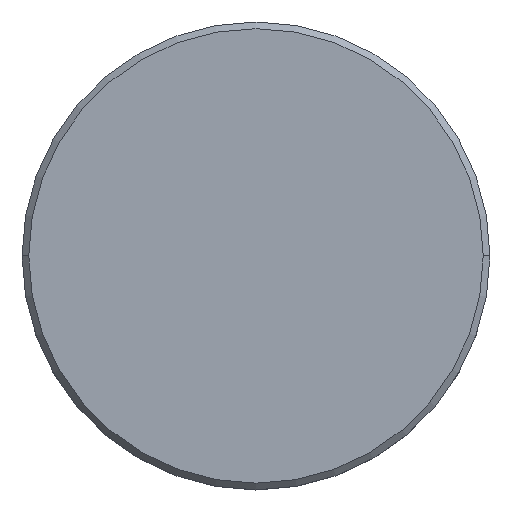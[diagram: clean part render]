
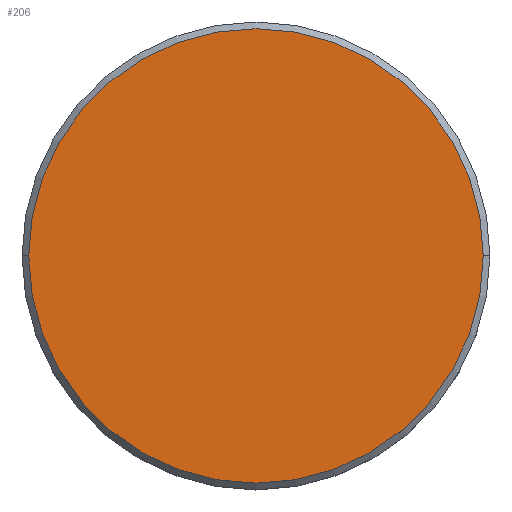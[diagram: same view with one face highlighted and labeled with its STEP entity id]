
A CAD part, top view. The second image highlights one B-rep face of the part: STEP entity #206.
In plain terms, the highlighted planar face has unit normal (0, 0, 1).
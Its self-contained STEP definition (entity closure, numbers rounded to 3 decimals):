
#18 = EDGE_CURVE ( 'NONE', #423, #58, #1059, .T. ) ;
#20 = DIRECTION ( 'NONE',  ( 0., 0., 1. ) ) ;
#29 = AXIS2_PLACEMENT_3D ( 'NONE', #111, #20, #1028 ) ;
#58 = VERTEX_POINT ( 'NONE', #683 ) ;
#59 = DIRECTION ( 'NONE',  ( 0., 0., 1. ) ) ;
#111 = CARTESIAN_POINT ( 'NONE',  ( 0., 0., 0. ) ) ;
#137 = ORIENTED_EDGE ( 'NONE', *, *, #621, .T. ) ;
#146 = CARTESIAN_POINT ( 'NONE',  ( 0., 0., 0. ) ) ;
#206 = ADVANCED_FACE ( 'NONE', ( #695 ), #229, .T. ) ;
#229 = PLANE ( 'NONE',  #588 ) ;
#298 = CARTESIAN_POINT ( 'NONE',  ( -17., 0., 0. ) ) ;
#418 = DIRECTION ( 'NONE',  ( 1., 0., 0. ) ) ;
#421 = DIRECTION ( 'NONE',  ( 1., 0., 0. ) ) ;
#423 = VERTEX_POINT ( 'NONE', #298 ) ;
#494 = EDGE_LOOP ( 'NONE', ( #650, #137 ) ) ;
#512 = DIRECTION ( 'NONE',  ( 0., 0., 1. ) ) ;
#588 = AXIS2_PLACEMENT_3D ( 'NONE', #146, #512, #418 ) ;
#621 = EDGE_CURVE ( 'NONE', #58, #423, #1137, .T. ) ;
#650 = ORIENTED_EDGE ( 'NONE', *, *, #18, .T. ) ;
#683 = CARTESIAN_POINT ( 'NONE',  ( 17., 0., 0. ) ) ;
#695 = FACE_OUTER_BOUND ( 'NONE', #494, .T. ) ;
#1028 = DIRECTION ( 'NONE',  ( 1., 0., 0. ) ) ;
#1059 = CIRCLE ( 'NONE', #29, 17. ) ;
#1111 = AXIS2_PLACEMENT_3D ( 'NONE', #1158, #59, #421 ) ;
#1137 = CIRCLE ( 'NONE', #1111, 17. ) ;
#1158 = CARTESIAN_POINT ( 'NONE',  ( 0., 0., 0. ) ) ;
